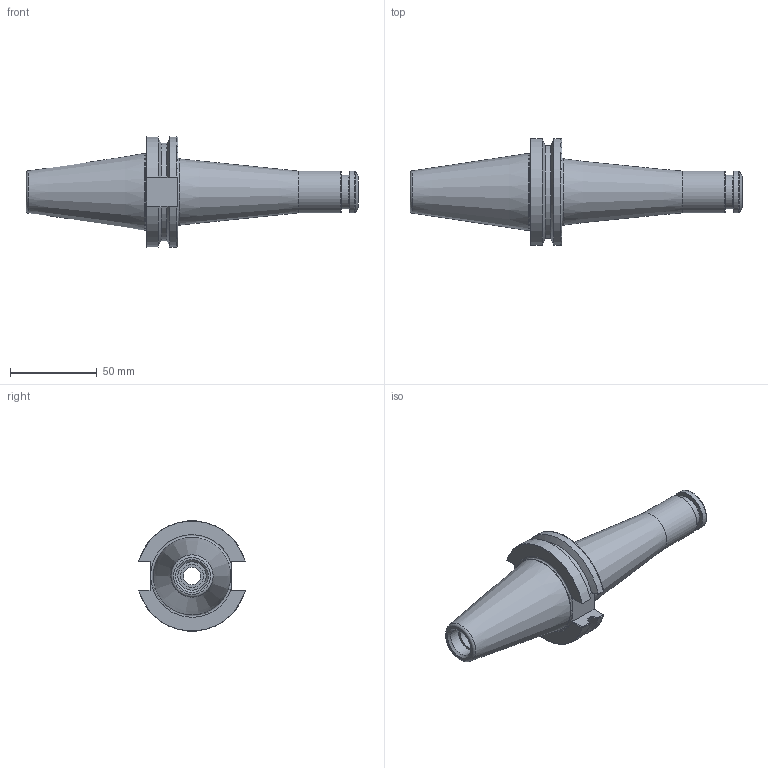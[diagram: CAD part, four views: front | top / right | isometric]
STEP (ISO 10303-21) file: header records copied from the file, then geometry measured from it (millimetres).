
FILE_DESCRIPTION(/* description */ (''),/* implementation_level */ '2;1');
FILE_NAME(/* name */ 'CAT40-MG15-5.0DT.step',/* time_stamp */ '2026-03-17T16:19:29-05:00',/* author */ (''),/* organization */ (''),/* preprocessor_version */ 'ST-DEVELOPER v20.1',/* originating_system */ 'Autodesk Translation Framework v14.24.0.0',/* authorisation */ '');
FILE_SCHEMA (('AUTOMOTIVE_DESIGN { 1 0 10303 214 3 1 1 }'));
Length unit declared in the file: inch
Products named in the file (4): CAT40 Dual Contact Template; CAT40 Dual Contact 2.69 v1; BT30 DUAL CONTACT TEMPLATE FINALIZED; BT30 DUAL CONTACT TEMPLATE FINALIZED_1
Assembly tree (3 placements, depth 3):
  CAT40 Dual Contact Template
    CAT40 Dual Contact 2.69 v1
    BT30 DUAL CONTACT TEMPLATE FINALIZED
      BT30 DUAL CONTACT TEMPLATE FINALIZED_1
Bounding box: 190.88 x 61.14 x 63.26 mm (x, y, z)
Volume: 157019.4 mm3; surface area: 33344.4 mm2
Topology: 1 solids, 1 shells, 90 faces, 225 edges, 143 vertices
Faces by surface type: plane 35, cone 17, bspline 16, cylinder 15, torus 7
Full cylindrical faces by diameter (mm): 10.16 x1, 11.112 x1, 13.386 x1, 14.845 x1, 16.256 x1, 19.431 x1, 24.003 x2, 44.45 x1
Entity records: 3477 total; most frequent: CARTESIAN_POINT 1214, ORIENTED_EDGE 448, DIRECTION 405, EDGE_CURVE 224, AXIS2_PLACEMENT_3D 145, VERTEX_POINT 143, LINE 115, VECTOR 115
